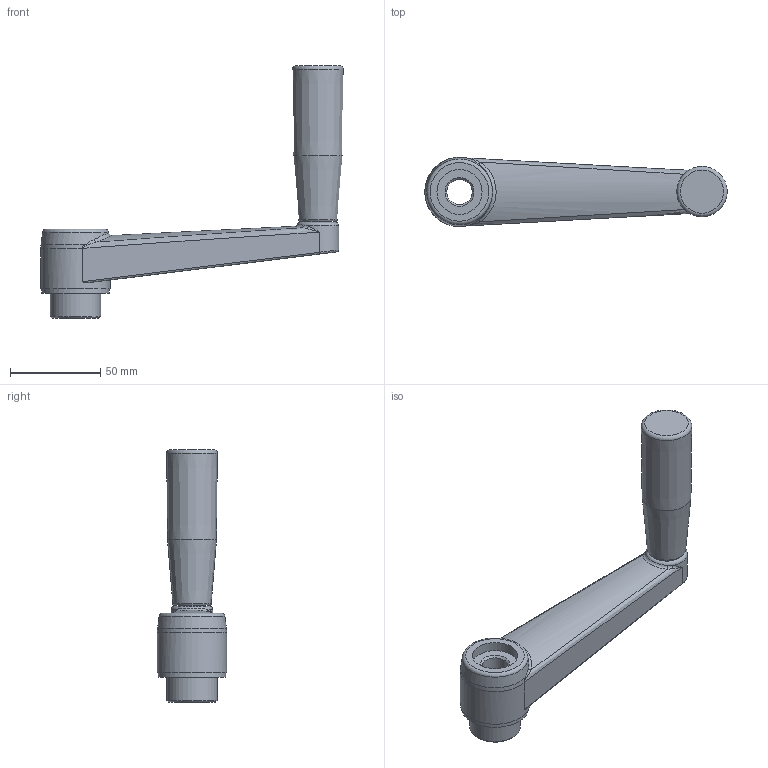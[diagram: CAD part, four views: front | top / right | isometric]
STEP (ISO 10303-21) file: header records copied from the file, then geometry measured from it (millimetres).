
FILE_DESCRIPTION( ( 'Unknown' ), '1' );
FILE_NAME( '6335250_MV130_PM.stp', 'Unknown', ( 'Unknown' ), ( 'Unknown' ), 'PSStep 11.0', 'Unknown', ' ' );
FILE_SCHEMA( ( 'AUTOMOTIVE_DESIGN { 1 0 10303 214 1 1 1 1 }' ) );
Length unit declared in the file: millimetre
Products named in the file (2): 1833050
Bounding box: 167.62 x 38.5 x 140.15 mm (x, y, z)
Volume: 132387.5 mm3; surface area: 40361.1 mm2
Topology: 2 solids, 2 shells, 172 faces, 433 edges, 272 vertices
Faces by surface type: plane 104, cylinder 39, bspline 14, cone 10, torus 5
Full cylindrical faces by diameter (mm): 5.1 x1, 9 x1, 10 x2, 10.6 x1, 11 x1, 14 x2, 14.5 x1, 25 x1, 28 x1, 37.31 x1, 38.5 x1
Entity records: 8605 total; most frequent: CARTESIAN_POINT 3276, DIRECTION 814, ORIENTED_EDGE 784, EDGE_CURVE 392, AXIS2_PLACEMENT_3D 294, VERTEX_POINT 262, LINE 226, VECTOR 226
